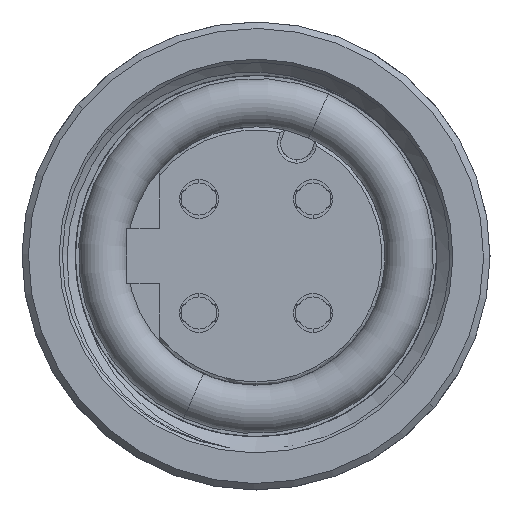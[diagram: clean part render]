
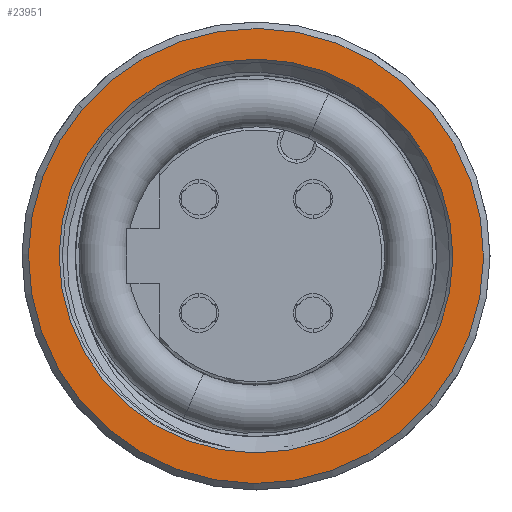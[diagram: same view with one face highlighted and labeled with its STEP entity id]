
A CAD part, left-side view. The second image highlights one B-rep face of the part: STEP entity #23951.
In plain terms, the highlighted face is planar.
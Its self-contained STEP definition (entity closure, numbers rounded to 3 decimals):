
#263 = ORIENTED_EDGE ( 'NONE', *, *, #22175, .T. ) ;
#1530 = DIRECTION ( 'NONE',  ( 0., 0., 1. ) ) ;
#1750 = EDGE_CURVE ( 'NONE', #7770, #1865, #2509, .T. ) ;
#1833 = DIRECTION ( 'NONE',  ( -1., 0., 0. ) ) ;
#1865 = VERTEX_POINT ( 'NONE', #28825 ) ;
#2509 = CIRCLE ( 'NONE', #23690, 7.05 ) ;
#3458 = AXIS2_PLACEMENT_3D ( 'NONE', #9724, #14558, #25499 ) ;
#3493 = CARTESIAN_POINT ( 'NONE',  ( 11., 0., 0. ) ) ;
#3626 = PLANE ( 'NONE',  #3458 ) ;
#3989 = FACE_BOUND ( 'NONE', #6475, .T. ) ;
#4163 = AXIS2_PLACEMENT_3D ( 'NONE', #3493, #20335, #14421 ) ;
#5691 = CARTESIAN_POINT ( 'NONE',  ( 11., 0., 7.05 ) ) ;
#6475 = EDGE_LOOP ( 'NONE', ( #263, #23579 ) ) ;
#6710 = EDGE_CURVE ( 'NONE', #1865, #7770, #28455, .T. ) ;
#7770 = VERTEX_POINT ( 'NONE', #5691 ) ;
#8202 = AXIS2_PLACEMENT_3D ( 'NONE', #26385, #1833, #29441 ) ;
#8453 = CARTESIAN_POINT ( 'NONE',  ( 11., 0., 0. ) ) ;
#8461 = EDGE_LOOP ( 'NONE', ( #9763, #22308 ) ) ;
#9443 = VERTEX_POINT ( 'NONE', #28176 ) ;
#9724 = CARTESIAN_POINT ( 'NONE',  ( 11., 7.25, 0. ) ) ;
#9763 = ORIENTED_EDGE ( 'NONE', *, *, #1750, .T. ) ;
#13908 = CIRCLE ( 'NONE', #8202, 6.1 ) ;
#14421 = DIRECTION ( 'NONE',  ( 0., 0., 1. ) ) ;
#14558 = DIRECTION ( 'NONE',  ( -1., 0., 0. ) ) ;
#20335 = DIRECTION ( 'NONE',  ( -1., 0., 0. ) ) ;
#21868 = VERTEX_POINT ( 'NONE', #26810 ) ;
#21915 = CIRCLE ( 'NONE', #4163, 6.1 ) ;
#22175 = EDGE_CURVE ( 'NONE', #21868, #9443, #21915, .T. ) ;
#22308 = ORIENTED_EDGE ( 'NONE', *, *, #6710, .T. ) ;
#23579 = ORIENTED_EDGE ( 'NONE', *, *, #25096, .T. ) ;
#23690 = AXIS2_PLACEMENT_3D ( 'NONE', #8453, #28115, #30663 ) ;
#23951 = ADVANCED_FACE ( 'NONE', ( #34261, #3989 ), #3626, .F. ) ;
#25096 = EDGE_CURVE ( 'NONE', #9443, #21868, #13908, .T. ) ;
#25499 = DIRECTION ( 'NONE',  ( 0., 0., 1. ) ) ;
#26385 = CARTESIAN_POINT ( 'NONE',  ( 11., 0., 0. ) ) ;
#26655 = AXIS2_PLACEMENT_3D ( 'NONE', #33960, #31798, #1530 ) ;
#26810 = CARTESIAN_POINT ( 'NONE',  ( 11., 0., -6.1 ) ) ;
#28115 = DIRECTION ( 'NONE',  ( 1., 0., 0. ) ) ;
#28176 = CARTESIAN_POINT ( 'NONE',  ( 11., 0., 6.1 ) ) ;
#28455 = CIRCLE ( 'NONE', #26655, 7.05 ) ;
#28825 = CARTESIAN_POINT ( 'NONE',  ( 11., 0., -7.05 ) ) ;
#29441 = DIRECTION ( 'NONE',  ( 0., 0., 1. ) ) ;
#30663 = DIRECTION ( 'NONE',  ( 0., 0., 1. ) ) ;
#31798 = DIRECTION ( 'NONE',  ( 1., 0., 0. ) ) ;
#33960 = CARTESIAN_POINT ( 'NONE',  ( 11., 0., 0. ) ) ;
#34261 = FACE_OUTER_BOUND ( 'NONE', #8461, .T. ) ;
